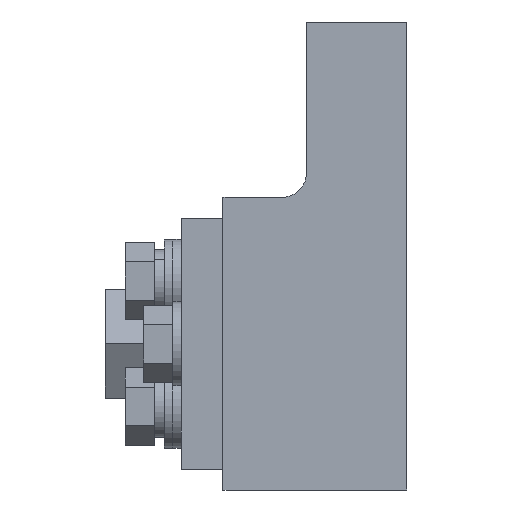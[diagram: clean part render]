
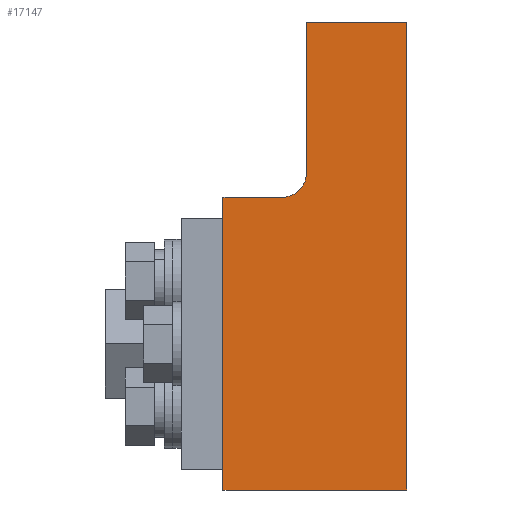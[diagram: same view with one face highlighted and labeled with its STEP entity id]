
A CAD part, left-side view. The second image highlights one B-rep face of the part: STEP entity #17147.
In plain terms, the highlighted face is planar.
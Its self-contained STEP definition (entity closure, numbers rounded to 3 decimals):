
#529 = DIRECTION ( 'NONE',  ( -1., 0., 0. ) ) ;
#738 = CARTESIAN_POINT ( 'NONE',  ( -77.5, 0., 11. ) ) ;
#1244 = CARTESIAN_POINT ( 'NONE',  ( -77.5, 22., 11. ) ) ;
#1338 = CARTESIAN_POINT ( 'NONE',  ( -39.5, 12., 11. ) ) ;
#1390 = EDGE_CURVE ( 'NONE', #16296, #13405, #18162, .T. ) ;
#1583 = VECTOR ( 'NONE', #17666, 1000. ) ;
#2016 = CARTESIAN_POINT ( 'NONE',  ( -77.5, 22., 11. ) ) ;
#2058 = LINE ( 'NONE', #21280, #2830 ) ;
#2745 = CARTESIAN_POINT ( 'NONE',  ( -21.5, 12., 11. ) ) ;
#2830 = VECTOR ( 'NONE', #14482, 1000. ) ;
#3168 = VECTOR ( 'NONE', #6202, 1000. ) ;
#3340 = EDGE_CURVE ( 'NONE', #10173, #20460, #2058, .T. ) ;
#4385 = ORIENTED_EDGE ( 'NONE', *, *, #15906, .T. ) ;
#4764 = DIRECTION ( 'NONE',  ( 1., 0., 0. ) ) ;
#6202 = DIRECTION ( 'NONE',  ( 0., -1., 0. ) ) ;
#7336 = CARTESIAN_POINT ( 'NONE',  ( -74., 22., 11. ) ) ;
#7640 = CARTESIAN_POINT ( 'NONE',  ( -77.5, 0., 11. ) ) ;
#7967 = ORIENTED_EDGE ( 'NONE', *, *, #8231, .T. ) ;
#8074 = CARTESIAN_POINT ( 'NONE',  ( -39.5, 15., 11. ) ) ;
#8122 = LINE ( 'NONE', #21284, #17216 ) ;
#8231 = EDGE_CURVE ( 'NONE', #20460, #16296, #18556, .T. ) ;
#8457 = CARTESIAN_POINT ( 'NONE',  ( -21.5, 0., 11. ) ) ;
#8790 = AXIS2_PLACEMENT_3D ( 'NONE', #1244, #12859, #10589 ) ;
#8872 = FACE_OUTER_BOUND ( 'NONE', #20929, .T. ) ;
#8964 = ORIENTED_EDGE ( 'NONE', *, *, #3340, .T. ) ;
#10173 = VERTEX_POINT ( 'NONE', #10414 ) ;
#10414 = CARTESIAN_POINT ( 'NONE',  ( -42.5, 15., 11. ) ) ;
#10435 = DIRECTION ( 'NONE',  ( -1., 0., 0. ) ) ;
#10462 = VECTOR ( 'NONE', #10435, 1000. ) ;
#10589 = DIRECTION ( 'NONE',  ( -1., 0., 0. ) ) ;
#10710 = ORIENTED_EDGE ( 'NONE', *, *, #16060, .T. ) ;
#10980 = EDGE_CURVE ( 'NONE', #13405, #12102, #8122, .T. ) ;
#11423 = DIRECTION ( 'NONE',  ( 0., 0., -1. ) ) ;
#11731 = EDGE_CURVE ( 'NONE', #14462, #12102, #21071, .T. ) ;
#12102 = VERTEX_POINT ( 'NONE', #8457 ) ;
#12859 = DIRECTION ( 'NONE',  ( 0., 0., -1. ) ) ;
#13338 = LINE ( 'NONE', #15446, #10462 ) ;
#13405 = VERTEX_POINT ( 'NONE', #738 ) ;
#14462 = VERTEX_POINT ( 'NONE', #2745 ) ;
#14482 = DIRECTION ( 'NONE',  ( 0., 1., 0. ) ) ;
#14696 = DIRECTION ( 'NONE',  ( 1., 0., 0. ) ) ;
#15446 = CARTESIAN_POINT ( 'NONE',  ( -39.5, 12., 11. ) ) ;
#15906 = EDGE_CURVE ( 'NONE', #16472, #10173, #16963, .T. ) ;
#16060 = EDGE_CURVE ( 'NONE', #14462, #16472, #13338, .T. ) ;
#16153 = CARTESIAN_POINT ( 'NONE',  ( -21.5, 0., 11. ) ) ;
#16296 = VERTEX_POINT ( 'NONE', #2016 ) ;
#16472 = VERTEX_POINT ( 'NONE', #1338 ) ;
#16771 = AXIS2_PLACEMENT_3D ( 'NONE', #8074, #11423, #14696 ) ;
#16963 = CIRCLE ( 'NONE', #16771, 3. ) ;
#16985 = VECTOR ( 'NONE', #529, 1000. ) ;
#17147 = ADVANCED_FACE ( 'NONE', ( #8872 ), #18920, .F. ) ;
#17216 = VECTOR ( 'NONE', #4764, 1000. ) ;
#17364 = CARTESIAN_POINT ( 'NONE',  ( -42.5, 22., 11. ) ) ;
#17539 = ORIENTED_EDGE ( 'NONE', *, *, #11731, .F. ) ;
#17666 = DIRECTION ( 'NONE',  ( 0., -1., 0. ) ) ;
#17673 = ORIENTED_EDGE ( 'NONE', *, *, #1390, .T. ) ;
#18162 = LINE ( 'NONE', #7640, #1583 ) ;
#18556 = LINE ( 'NONE', #7336, #16985 ) ;
#18898 = ORIENTED_EDGE ( 'NONE', *, *, #10980, .T. ) ;
#18920 = PLANE ( 'NONE',  #8790 ) ;
#20460 = VERTEX_POINT ( 'NONE', #17364 ) ;
#20929 = EDGE_LOOP ( 'NONE', ( #7967, #17673, #18898, #17539, #10710, #4385, #8964 ) ) ;
#21071 = LINE ( 'NONE', #16153, #3168 ) ;
#21280 = CARTESIAN_POINT ( 'NONE',  ( -42.5, 27., 11. ) ) ;
#21284 = CARTESIAN_POINT ( 'NONE',  ( -77.5, 0., 11. ) ) ;
